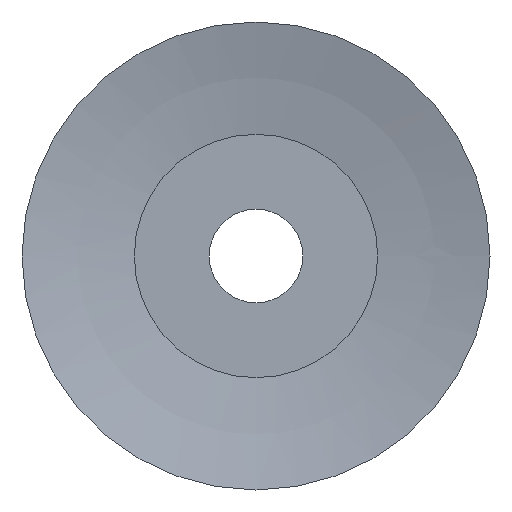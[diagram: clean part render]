
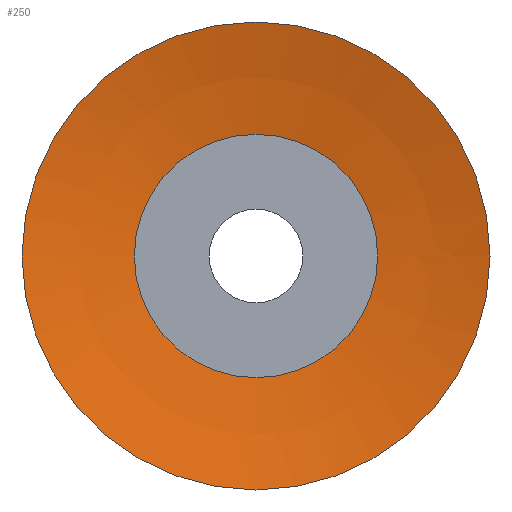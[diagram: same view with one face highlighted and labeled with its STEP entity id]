
A CAD part, left-side view. The second image highlights one B-rep face of the part: STEP entity #250.
In plain terms, the highlighted spherical face has radius 40 mm.
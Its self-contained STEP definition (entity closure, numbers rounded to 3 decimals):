
#184 = CONICAL_SURFACE('',#185,7.,0.268);
#185 = AXIS2_PLACEMENT_3D('',#186,#187,#188);
#186 = CARTESIAN_POINT('',(58.161,0.,15.));
#187 = DIRECTION('',(-1.,-0.,-0.));
#188 = DIRECTION('',(0.,-1.,0.));
#201 = VERTEX_POINT('',#202);
#202 = CARTESIAN_POINT('',(47.23,-10.,15.));
#223 = EDGE_CURVE('',#201,#201,#224,.T.);
#224 = SURFACE_CURVE('',#225,(#230,#237),.PCURVE_S1.);
#225 = CIRCLE('',#226,10.);
#226 = AXIS2_PLACEMENT_3D('',#227,#228,#229);
#227 = CARTESIAN_POINT('',(47.23,0.,15.));
#228 = DIRECTION('',(-1.,0.,0.));
#229 = DIRECTION('',(0.,-1.,0.));
#230 = PCURVE('',#184,#231);
#231 = DEFINITIONAL_REPRESENTATION('',(#232),#236);
#232 = LINE('',#233,#234);
#233 = CARTESIAN_POINT('',(0.,10.931));
#234 = VECTOR('',#235,1.);
#235 = DIRECTION('',(1.,0.));
#236 = ( GEOMETRIC_REPRESENTATION_CONTEXT(2) 
PARAMETRIC_REPRESENTATION_CONTEXT() REPRESENTATION_CONTEXT('2D SPACE',''
  ) );
#237 = PCURVE('',#238,#243);
#238 = SPHERICAL_SURFACE('',#239,40.);
#239 = AXIS2_PLACEMENT_3D('',#240,#241,#242);
#240 = CARTESIAN_POINT('',(8.5,0.,15.));
#241 = DIRECTION('',(1.,0.,0.));
#242 = DIRECTION('',(0.,-1.,0.));
#243 = DEFINITIONAL_REPRESENTATION('',(#244),#248);
#244 = LINE('',#245,#246);
#245 = CARTESIAN_POINT('',(-0.,1.318));
#246 = VECTOR('',#247,1.);
#247 = DIRECTION('',(-1.,0.));
#248 = ( GEOMETRIC_REPRESENTATION_CONTEXT(2) 
PARAMETRIC_REPRESENTATION_CONTEXT() REPRESENTATION_CONTEXT('2D SPACE',''
  ) );
#250 = ADVANCED_FACE('',(#251),#238,.F.);
#251 = FACE_BOUND('',#252,.T.);
#252 = EDGE_LOOP('',(#253,#254,#278,#305));
#253 = ORIENTED_EDGE('',*,*,#223,.T.);
#254 = ORIENTED_EDGE('',*,*,#255,.T.);
#255 = EDGE_CURVE('',#201,#256,#258,.T.);
#256 = VERTEX_POINT('',#257);
#257 = CARTESIAN_POINT('',(48.161,-5.2,15.));
#258 = SEAM_CURVE('',#259,(#264,#271),.PCURVE_S1.);
#259 = CIRCLE('',#260,40.);
#260 = AXIS2_PLACEMENT_3D('',#261,#262,#263);
#261 = CARTESIAN_POINT('',(8.5,0.,15.));
#262 = DIRECTION('',(0.,0.,1.));
#263 = DIRECTION('',(1.,0.,0.));
#264 = PCURVE('',#238,#265);
#265 = DEFINITIONAL_REPRESENTATION('',(#266),#270);
#266 = LINE('',#267,#268);
#267 = CARTESIAN_POINT('',(-6.283,-4.712));
#268 = VECTOR('',#269,1.);
#269 = DIRECTION('',(-0.,1.));
#270 = ( GEOMETRIC_REPRESENTATION_CONTEXT(2) 
PARAMETRIC_REPRESENTATION_CONTEXT() REPRESENTATION_CONTEXT('2D SPACE',''
  ) );
#271 = PCURVE('',#238,#272);
#272 = DEFINITIONAL_REPRESENTATION('',(#273),#277);
#273 = LINE('',#274,#275);
#274 = CARTESIAN_POINT('',(-0.,-4.712));
#275 = VECTOR('',#276,1.);
#276 = DIRECTION('',(-0.,1.));
#277 = ( GEOMETRIC_REPRESENTATION_CONTEXT(2) 
PARAMETRIC_REPRESENTATION_CONTEXT() REPRESENTATION_CONTEXT('2D SPACE',''
  ) );
#278 = ORIENTED_EDGE('',*,*,#279,.F.);
#279 = EDGE_CURVE('',#256,#256,#280,.T.);
#280 = SURFACE_CURVE('',#281,(#286,#293),.PCURVE_S1.);
#281 = CIRCLE('',#282,5.2);
#282 = AXIS2_PLACEMENT_3D('',#283,#284,#285);
#283 = CARTESIAN_POINT('',(48.161,0.,15.));
#284 = DIRECTION('',(-1.,0.,0.));
#285 = DIRECTION('',(0.,-1.,0.));
#286 = PCURVE('',#238,#287);
#287 = DEFINITIONAL_REPRESENTATION('',(#288),#292);
#288 = LINE('',#289,#290);
#289 = CARTESIAN_POINT('',(-0.,1.44));
#290 = VECTOR('',#291,1.);
#291 = DIRECTION('',(-1.,0.));
#292 = ( GEOMETRIC_REPRESENTATION_CONTEXT(2) 
PARAMETRIC_REPRESENTATION_CONTEXT() REPRESENTATION_CONTEXT('2D SPACE',''
  ) );
#293 = PCURVE('',#294,#299);
#294 = CYLINDRICAL_SURFACE('',#295,5.2);
#295 = AXIS2_PLACEMENT_3D('',#296,#297,#298);
#296 = CARTESIAN_POINT('',(48.161,0.,15.));
#297 = DIRECTION('',(1.,0.,0.));
#298 = DIRECTION('',(0.,-1.,0.));
#299 = DEFINITIONAL_REPRESENTATION('',(#300),#304);
#300 = LINE('',#301,#302);
#301 = CARTESIAN_POINT('',(-0.,0.));
#302 = VECTOR('',#303,1.);
#303 = DIRECTION('',(-1.,0.));
#304 = ( GEOMETRIC_REPRESENTATION_CONTEXT(2) 
PARAMETRIC_REPRESENTATION_CONTEXT() REPRESENTATION_CONTEXT('2D SPACE',''
  ) );
#305 = ORIENTED_EDGE('',*,*,#255,.F.);
